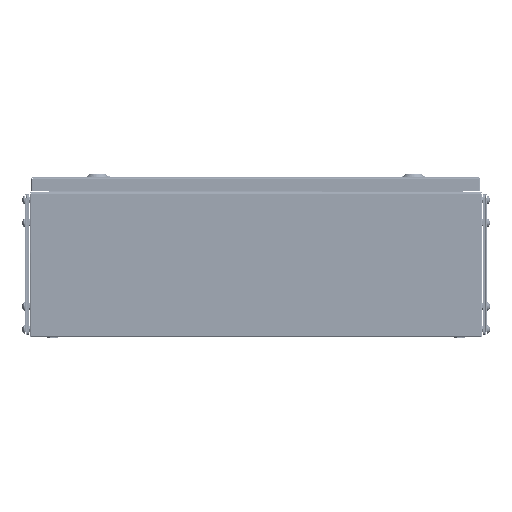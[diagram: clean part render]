
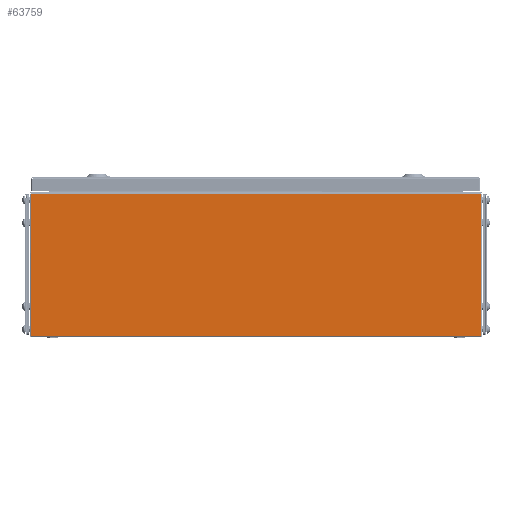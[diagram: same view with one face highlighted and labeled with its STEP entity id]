
A CAD part, left-side view. The second image highlights one B-rep face of the part: STEP entity #63759.
In plain terms, the highlighted planar face has unit normal (-1, 0, 0).
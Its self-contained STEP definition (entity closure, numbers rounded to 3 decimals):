
#36 = EDGE_CURVE ( 'NONE', #77261, #55269, #29040, .T. ) ;
#2836 = ORIENTED_EDGE ( 'NONE', *, *, #36, .F. ) ;
#7499 = VERTEX_POINT ( 'NONE', #48892 ) ;
#7680 = VECTOR ( 'NONE', #46494, 1000. ) ;
#9081 = VECTOR ( 'NONE', #48431, 1000. ) ;
#9238 = LINE ( 'NONE', #48006, #9081 ) ;
#11362 = PLANE ( 'NONE',  #37505 ) ;
#18255 = DIRECTION ( 'NONE',  ( 0., 0., -1. ) ) ;
#20838 = ORIENTED_EDGE ( 'NONE', *, *, #69671, .T. ) ;
#23150 = EDGE_LOOP ( 'NONE', ( #51455, #47873, #2836, #20838 ) ) ;
#23825 = DIRECTION ( 'NONE',  ( 0., 1., 0. ) ) ;
#25504 = LINE ( 'NONE', #66419, #83764 ) ;
#29040 = LINE ( 'NONE', #68663, #50912 ) ;
#30348 = CARTESIAN_POINT ( 'NONE',  ( -250., 0., 0. ) ) ;
#33991 = LINE ( 'NONE', #60258, #7680 ) ;
#34887 = EDGE_CURVE ( 'NONE', #73076, #7499, #33991, .T. ) ;
#36361 = CARTESIAN_POINT ( 'NONE',  ( -250., -295.5, 1. ) ) ;
#37505 = AXIS2_PLACEMENT_3D ( 'NONE', #30348, #55780, #18255 ) ;
#39135 = CARTESIAN_POINT ( 'NONE',  ( -250., 295.5, 1. ) ) ;
#46494 = DIRECTION ( 'NONE',  ( 0., 1., 0. ) ) ;
#47873 = ORIENTED_EDGE ( 'NONE', *, *, #79472, .T. ) ;
#48006 = CARTESIAN_POINT ( 'NONE',  ( -250., -295.5, 0. ) ) ;
#48431 = DIRECTION ( 'NONE',  ( 0., 0., 1. ) ) ;
#48892 = CARTESIAN_POINT ( 'NONE',  ( -250., 295.5, 187.5 ) ) ;
#50912 = VECTOR ( 'NONE', #23825, 1000. ) ;
#51455 = ORIENTED_EDGE ( 'NONE', *, *, #34887, .T. ) ;
#52224 = DIRECTION ( 'NONE',  ( 0., 0., -1. ) ) ;
#55269 = VERTEX_POINT ( 'NONE', #39135 ) ;
#55780 = DIRECTION ( 'NONE',  ( 1., 0., 0. ) ) ;
#60258 = CARTESIAN_POINT ( 'NONE',  ( -250., -295.5, 187.5 ) ) ;
#63077 = FACE_OUTER_BOUND ( 'NONE', #23150, .T. ) ;
#63759 = ADVANCED_FACE ( 'NONE', ( #63077 ), #11362, .F. ) ;
#64658 = CARTESIAN_POINT ( 'NONE',  ( -250., -295.5, 187.5 ) ) ;
#66419 = CARTESIAN_POINT ( 'NONE',  ( -250., 295.5, 0. ) ) ;
#68663 = CARTESIAN_POINT ( 'NONE',  ( -250., 295.5, 1. ) ) ;
#69671 = EDGE_CURVE ( 'NONE', #77261, #73076, #9238, .T. ) ;
#73076 = VERTEX_POINT ( 'NONE', #64658 ) ;
#77261 = VERTEX_POINT ( 'NONE', #36361 ) ;
#79472 = EDGE_CURVE ( 'NONE', #7499, #55269, #25504, .T. ) ;
#83764 = VECTOR ( 'NONE', #52224, 1000. ) ;
